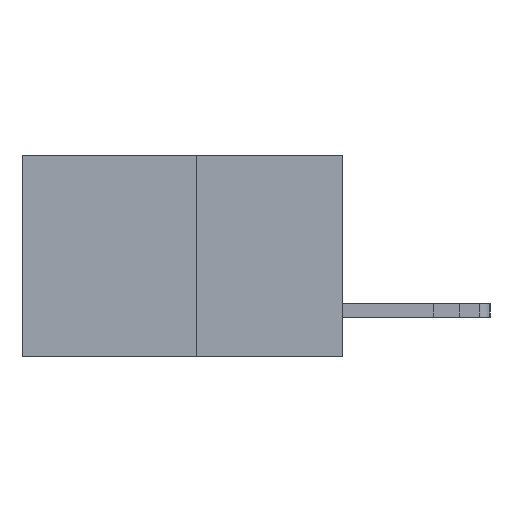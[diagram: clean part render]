
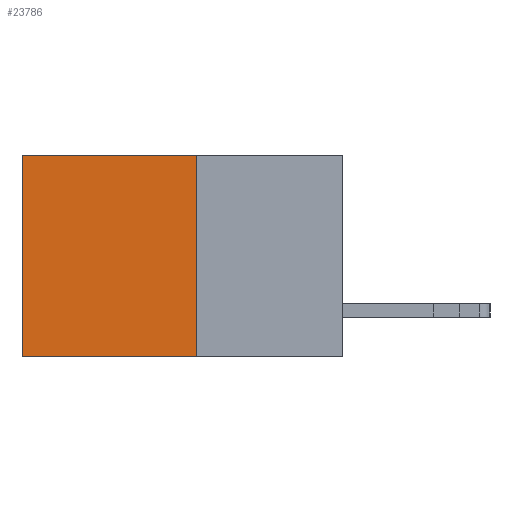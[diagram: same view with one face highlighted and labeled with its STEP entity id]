
A CAD part, left-side view. The second image highlights one B-rep face of the part: STEP entity #23786.
In plain terms, the highlighted planar face has unit normal (-1, 0, 0).
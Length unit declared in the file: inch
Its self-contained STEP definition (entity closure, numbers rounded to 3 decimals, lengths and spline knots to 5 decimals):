
#2 = LINE ( 'NONE', #5342, #22264 ) ;
#108 = VECTOR ( 'NONE', #8033, 39.37008 ) ;
#4239 = FACE_OUTER_BOUND ( 'NONE', #20791, .T. ) ;
#5342 = CARTESIAN_POINT ( 'NONE',  ( 0.277, 0.27, -0.37 ) ) ;
#5385 = CARTESIAN_POINT ( 'NONE',  ( 0.277, 0.27, -0.37 ) ) ;
#5599 = DIRECTION ( 'NONE',  ( 0., 0., -1. ) ) ;
#5728 = VERTEX_POINT ( 'NONE', #14670 ) ;
#6275 = VERTEX_POINT ( 'NONE', #25984 ) ;
#8033 = DIRECTION ( 'NONE',  ( 0., 1., 0. ) ) ;
#8623 = EDGE_CURVE ( 'NONE', #5728, #13584, #2, .T. ) ;
#10591 = CARTESIAN_POINT ( 'NONE',  ( 0.277, 0.59, -0.37 ) ) ;
#11179 = EDGE_CURVE ( 'NONE', #6275, #27334, #20746, .T. ) ;
#11233 = AXIS2_PLACEMENT_3D ( 'NONE', #11876, #27109, #14083 ) ;
#11366 = LINE ( 'NONE', #21203, #108 ) ;
#11876 = CARTESIAN_POINT ( 'NONE',  ( 0.277, 0.27, -0.37 ) ) ;
#11978 = DIRECTION ( 'NONE',  ( 0., 1., 0. ) ) ;
#12797 = ORIENTED_EDGE ( 'NONE', *, *, #11179, .T. ) ;
#13277 = LINE ( 'NONE', #5385, #25560 ) ;
#13584 = VERTEX_POINT ( 'NONE', #25295 ) ;
#14083 = DIRECTION ( 'NONE',  ( 0., 0., -1. ) ) ;
#14670 = CARTESIAN_POINT ( 'NONE',  ( 0.277, 0.27, 0. ) ) ;
#15217 = ORIENTED_EDGE ( 'NONE', *, *, #18268, .F. ) ;
#15883 = ORIENTED_EDGE ( 'NONE', *, *, #8623, .F. ) ;
#18268 = EDGE_CURVE ( 'NONE', #13584, #27334, #13277, .T. ) ;
#18285 = ORIENTED_EDGE ( 'NONE', *, *, #21749, .T. ) ;
#20746 = LINE ( 'NONE', #10591, #25856 ) ;
#20791 = EDGE_LOOP ( 'NONE', ( #12797, #15217, #15883, #18285 ) ) ;
#21203 = CARTESIAN_POINT ( 'NONE',  ( 0.277, 0.27, 0. ) ) ;
#21749 = EDGE_CURVE ( 'NONE', #5728, #6275, #11366, .T. ) ;
#22264 = VECTOR ( 'NONE', #5599, 39.37008 ) ;
#23063 = CARTESIAN_POINT ( 'NONE',  ( 0.277, 0.59, -0.37 ) ) ;
#23746 = DIRECTION ( 'NONE',  ( 0., 0., -1. ) ) ;
#23786 = ADVANCED_FACE ( 'NONE', ( #4239 ), #25002, .F. ) ;
#25002 = PLANE ( 'NONE',  #11233 ) ;
#25295 = CARTESIAN_POINT ( 'NONE',  ( 0.277, 0.27, -0.37 ) ) ;
#25560 = VECTOR ( 'NONE', #11978, 39.37008 ) ;
#25856 = VECTOR ( 'NONE', #23746, 39.37008 ) ;
#25984 = CARTESIAN_POINT ( 'NONE',  ( 0.277, 0.59, 0. ) ) ;
#27109 = DIRECTION ( 'NONE',  ( 1., 0., 0. ) ) ;
#27334 = VERTEX_POINT ( 'NONE', #23063 ) ;
